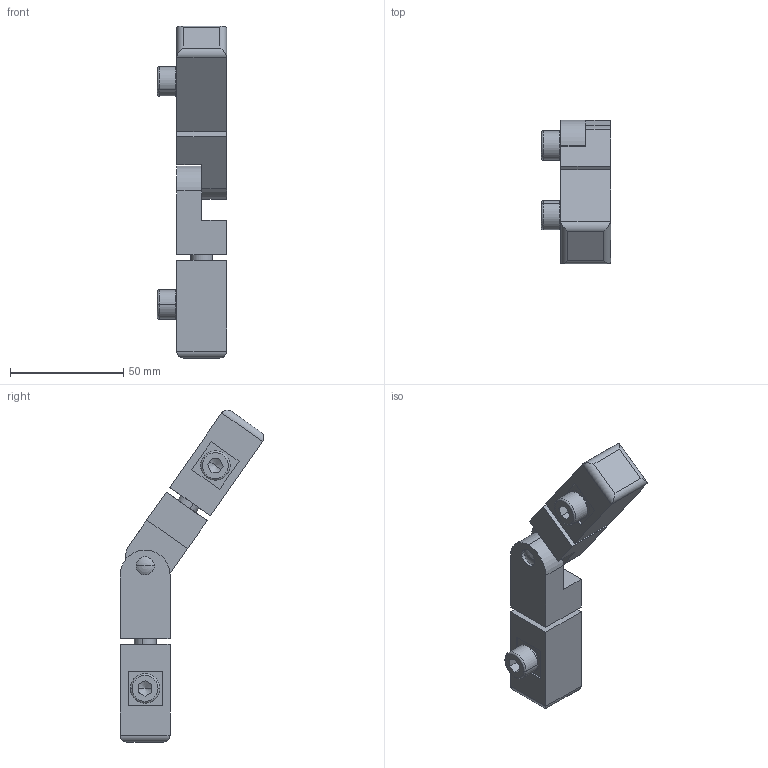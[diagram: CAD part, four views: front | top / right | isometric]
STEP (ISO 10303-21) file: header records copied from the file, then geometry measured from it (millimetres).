
FILE_DESCRIPTION(('Creo Elements/Direct Modeling STEP Export'),'2;1');
FILE_NAME('PX175422_0.stp','2022-05-04T11:13:39',(''),(''),'PTC Creo Elements/Direct Modeling STEP processor for AP214 (Solid Model)','PTC Creo Elements/Direct Modeling 19.0C 15-Aug-2015 (C) Parametric Technology GmbH','');
FILE_SCHEMA(('AUTOMOTIVE_DESIGN { 1 0 10303 214 1 1 1 1 }'));
Length unit declared in the file: millimetre
Products named in the file (6): Verbinder-Gegenstück-MMS-44_39x22x22_96.4081_PX175417; Zylinderstift-DIN6325_8m6x20-St_11794_PX175418; Gewindebolzen-MMS-44_Eckverbinder-Hammer_96.4016_PX175419.1; Profileinsatz-MMS-44_Kunststoff_96.4001_PX171730.02.02; Spannschraube-MMS-4455_Verbinder_96.4005_PX171732.02; Gehrungsverbinder-MMS-44_70°-180°_44.0044.6_PX175422
Assembly tree (9 placements, depth 2):
  Gehrungsverbinder-MMS-44_70°-180°_44.0044.6_PX175422
    Profileinsatz-MMS-44_Kunststoff_96.4001_PX171730.02.02  x2
    Spannschraube-MMS-4455_Verbinder_96.4005_PX171732.02  x2
    Gewindebolzen-MMS-44_Eckverbinder-Hammer_96.4016_PX175419.1  x2
    Zylinderstift-DIN6325_8m6x20-St_11794_PX175418
    Verbinder-Gegenstück-MMS-44_39x22x22_96.4081_PX175417  x2
Bounding box: 30.5 x 63.34 x 146.3 mm (x, y, z)
Volume: 64527.1 mm3; surface area: 25177.8 mm2
Topology: 9 solids, 9 shells, 188 faces, 440 edges, 272 vertices
Faces by surface type: plane 76, cylinder 58, cone 38, torus 8, bspline 4, sphere 4
Entity records: 3723 total; most frequent: CARTESIAN_POINT 1206, ORIENTED_EDGE 438, DIRECTION 419, EDGE_CURVE 219, AXIS2_PLACEMENT_3D 153, VERTEX_POINT 140, VECTOR 113, LINE 113
